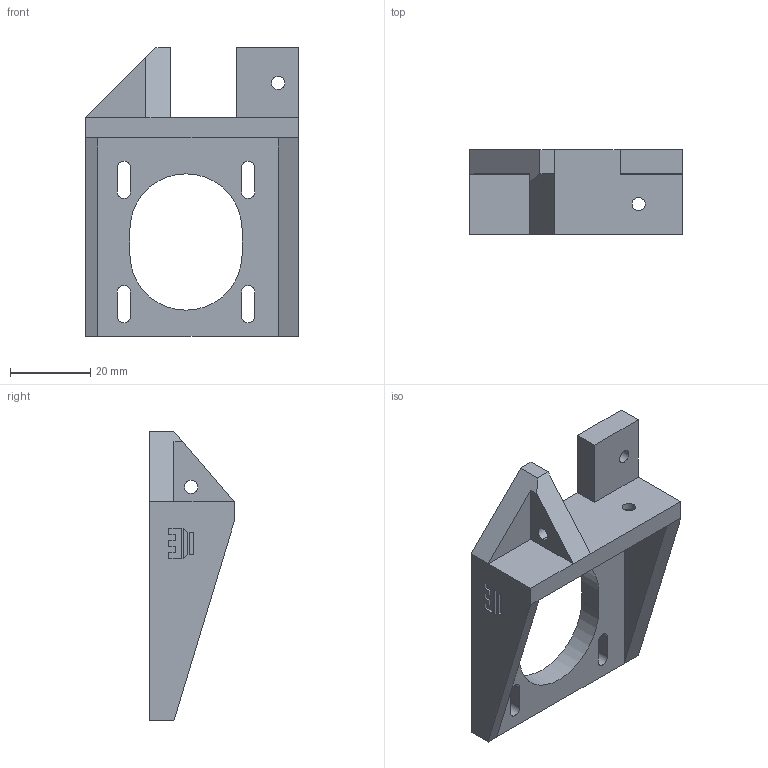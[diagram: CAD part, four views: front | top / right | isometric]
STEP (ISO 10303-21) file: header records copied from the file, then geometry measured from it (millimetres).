
FILE_DESCRIPTION (( 'STEP AP214' ), '1' );
FILE_NAME ('V1Rook_Top Left Motor Mount 1.1.STEP', '2022-11-15T20:34:49', ( '' ), ( '' ), 'SwSTEP 2.0', 'SolidWorks 2020', '' );
FILE_SCHEMA (( 'AUTOMOTIVE_DESIGN' ));
Length unit declared in the file: millimetre
Products named in the file (1): V1Rook_Top Left Motor Mount 1.1
Bounding box: 53 x 21 x 71.95 mm (x, y, z)
Volume: 22314.7 mm3; surface area: 11273 mm2
Topology: 1 solids, 1 shells, 78 faces, 207 edges, 136 vertices
Faces by surface type: plane 57, cylinder 21
Entity records: 2504 total; most frequent: CARTESIAN_POINT 422, ORIENTED_EDGE 414, DIRECTION 407, EDGE_CURVE 207, VECTOR 165, LINE 165, VERTEX_POINT 136, AXIS2_PLACEMENT_3D 121
